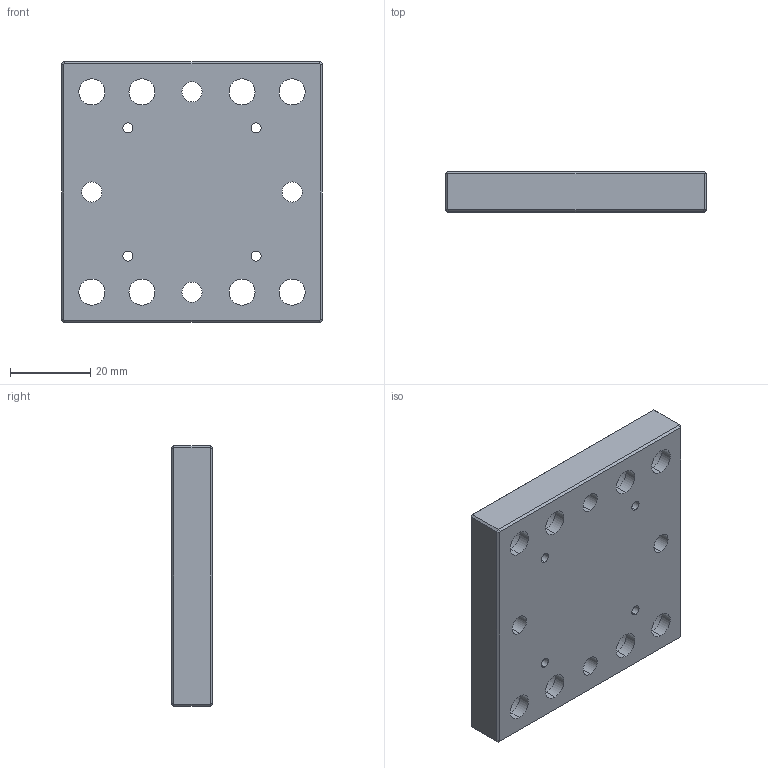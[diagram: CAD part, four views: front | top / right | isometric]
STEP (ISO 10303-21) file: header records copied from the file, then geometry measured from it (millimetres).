
FILE_DESCRIPTION (( 'STEP AP203' ), '1' );
FILE_NAME ('BP-25.STEP', '2022-07-20T08:36:40', ( '' ), ( '' ), 'SwSTEP 2.0', 'SolidWorks 2021', '' );
FILE_SCHEMA (( 'CONFIG_CONTROL_DESIGN' ));
Length unit declared in the file: millimetre
Products named in the file (1): BP-25
Bounding box: 65 x 10 x 65 mm (x, y, z)
Volume: 35080.6 mm3; surface area: 13525.5 mm2
Topology: 1 solids, 1 shells, 82 faces, 200 edges, 128 vertices
Faces by surface type: cylinder 48, plane 34
Entity records: 2573 total; most frequent: DIRECTION 462, CARTESIAN_POINT 411, ORIENTED_EDGE 400, EDGE_CURVE 200, AXIS2_PLACEMENT_3D 179, VERTEX_POINT 128, EDGE_LOOP 122, VECTOR 104
